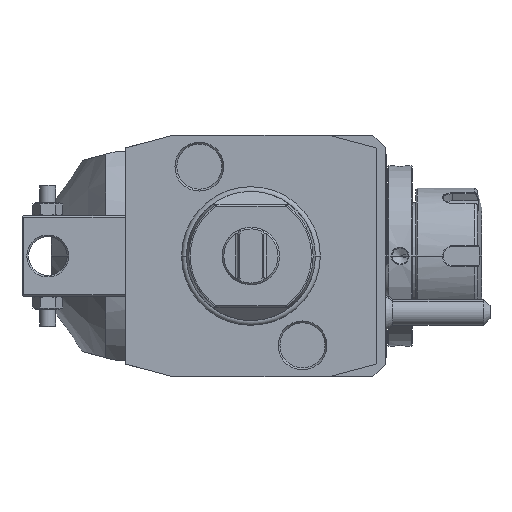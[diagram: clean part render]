
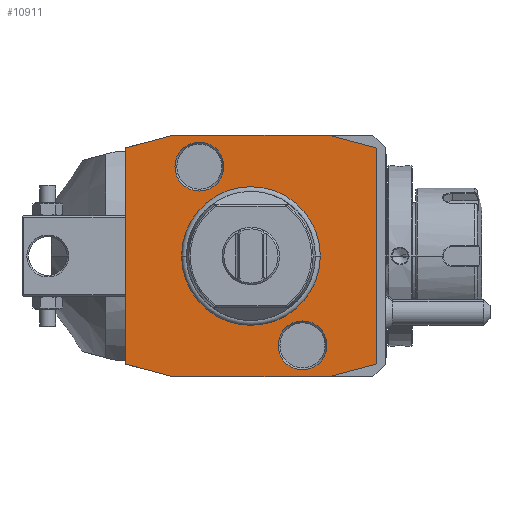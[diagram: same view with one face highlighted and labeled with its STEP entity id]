
A CAD part, front view. The second image highlights one B-rep face of the part: STEP entity #10911.
In plain terms, the highlighted planar face has unit normal (0, -1, 0).
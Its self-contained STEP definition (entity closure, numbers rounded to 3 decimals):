
#1=DIRECTION('',(0.966,0.,-0.259));
#2=VECTOR('',#1,15.529);
#3=CARTESIAN_POINT('',(-39.,0.,-33.481));
#4=LINE('',#3,#2);
#5=DIRECTION('',(0.,0.,-1.));
#6=VECTOR('',#5,66.962);
#7=CARTESIAN_POINT('',(-39.,0.,33.481));
#8=LINE('',#7,#6);
#9=DIRECTION('',(-0.966,0.,-0.259));
#10=VECTOR('',#9,15.529);
#11=CARTESIAN_POINT('',(-24.,0.,37.5));
#12=LINE('',#11,#10);
#13=DIRECTION('',(-1.,0.,0.));
#14=VECTOR('',#13,48.);
#15=CARTESIAN_POINT('',(24.,0.,37.5));
#16=LINE('',#15,#14);
#17=DIRECTION('',(-0.966,0.,0.259));
#18=VECTOR('',#17,15.529);
#19=CARTESIAN_POINT('',(39.,0.,33.481));
#20=LINE('',#19,#18);
#21=DIRECTION('',(0.,0.,1.));
#22=VECTOR('',#21,66.962);
#23=CARTESIAN_POINT('',(39.,0.,-33.481));
#24=LINE('',#23,#22);
#25=DIRECTION('',(0.966,0.,0.259));
#26=VECTOR('',#25,15.529);
#27=CARTESIAN_POINT('',(24.,0.,-37.5));
#28=LINE('',#27,#26);
#29=DIRECTION('',(1.,0.,0.));
#30=VECTOR('',#29,48.);
#31=CARTESIAN_POINT('',(-24.,0.,-37.5));
#32=LINE('',#31,#30);
#33=CARTESIAN_POINT('',(-16.,0.,27.713));
#34=DIRECTION('',(0.,1.,0.));
#35=DIRECTION('',(-1.,0.,0.));
#36=AXIS2_PLACEMENT_3D('',#33,#34,#35);
#38=CARTESIAN_POINT('',(-16.,0.,27.713));
#39=DIRECTION('',(0.,1.,0.));
#40=DIRECTION('',(1.,0.,0.));
#41=AXIS2_PLACEMENT_3D('',#38,#39,#40);
#43=CARTESIAN_POINT('',(16.,0.,-27.713));
#44=DIRECTION('',(0.,1.,0.));
#45=DIRECTION('',(-1.,0.,0.));
#46=AXIS2_PLACEMENT_3D('',#43,#44,#45);
#48=CARTESIAN_POINT('',(16.,0.,-27.713));
#49=DIRECTION('',(0.,1.,0.));
#50=DIRECTION('',(1.,0.,0.));
#51=AXIS2_PLACEMENT_3D('',#48,#49,#50);
#7243=CARTESIAN_POINT('',(0.,0.,0.));
#7244=DIRECTION('',(0.,-1.,0.));
#7245=DIRECTION('',(1.,0.,0.));
#7246=AXIS2_PLACEMENT_3D('',#7243,#7244,#7245);
#7248=CARTESIAN_POINT('',(0.,0.,0.));
#7249=DIRECTION('',(0.,-1.,0.));
#7250=DIRECTION('',(-1.,0.,0.));
#7251=AXIS2_PLACEMENT_3D('',#7248,#7249,#7250);
#9777=CARTESIAN_POINT('',(-23.577,0.,
27.713));
#9778=CARTESIAN_POINT('',(-8.423,0.,
27.713));
#9779=VERTEX_POINT('',#9777);
#9780=VERTEX_POINT('',#9778);
#9909=CARTESIAN_POINT('',(8.423,0.,-27.713));
#9910=CARTESIAN_POINT('',(23.577,0.,-27.713));
#9911=VERTEX_POINT('',#9909);
#9912=VERTEX_POINT('',#9910);
#10718=CARTESIAN_POINT('',(-39.,0.,-33.481));
#10719=CARTESIAN_POINT('',(-24.,0.,-37.5));
#10720=VERTEX_POINT('',#10718);
#10721=VERTEX_POINT('',#10719);
#10722=CARTESIAN_POINT('',(24.,0.,-37.5));
#10723=VERTEX_POINT('',#10722);
#10724=CARTESIAN_POINT('',(39.,0.,-33.481));
#10725=VERTEX_POINT('',#10724);
#10726=CARTESIAN_POINT('',(39.,0.,33.481));
#10727=VERTEX_POINT('',#10726);
#10728=CARTESIAN_POINT('',(24.,0.,37.5));
#10729=VERTEX_POINT('',#10728);
#10730=CARTESIAN_POINT('',(-24.,0.,37.5));
#10731=VERTEX_POINT('',#10730);
#10732=CARTESIAN_POINT('',(-39.,0.,33.481));
#10733=VERTEX_POINT('',#10732);
#10746=CARTESIAN_POINT('',(21.137,0.,0.));
#10747=CARTESIAN_POINT('',(-21.137,0.,0.));
#10748=VERTEX_POINT('',#10746);
#10749=VERTEX_POINT('',#10747);
#10870=CARTESIAN_POINT('',(0.,0.,0.));
#10871=DIRECTION('',(0.,-1.,0.));
#10872=DIRECTION('',(-1.,0.,0.));
#10873=AXIS2_PLACEMENT_3D('',#10870,#10871,#10872);
#10874=PLANE('',#10873);
#10876=ORIENTED_EDGE('',*,*,#10875,.F.);
#10878=ORIENTED_EDGE('',*,*,#10877,.F.);
#10880=ORIENTED_EDGE('',*,*,#10879,.F.);
#10882=ORIENTED_EDGE('',*,*,#10881,.F.);
#10884=ORIENTED_EDGE('',*,*,#10883,.F.);
#10886=ORIENTED_EDGE('',*,*,#10885,.F.);
#10888=ORIENTED_EDGE('',*,*,#10887,.F.);
#10890=ORIENTED_EDGE('',*,*,#10889,.F.);
#10891=EDGE_LOOP('',(#10876,#10878,#10880,#10882,#10884,#10886,#10888,#10890));
#10892=FACE_OUTER_BOUND('',#10891,.F.);
#10894=ORIENTED_EDGE('',*,*,#10893,.T.);
#10896=ORIENTED_EDGE('',*,*,#10895,.T.);
#10897=EDGE_LOOP('',(#10894,#10896));
#10898=FACE_BOUND('',#10897,.F.);
#10900=ORIENTED_EDGE('',*,*,#10899,.F.);
#10902=ORIENTED_EDGE('',*,*,#10901,.F.);
#10903=EDGE_LOOP('',(#10900,#10902));
#10904=FACE_BOUND('',#10903,.F.);
#10906=ORIENTED_EDGE('',*,*,#10905,.F.);
#10908=ORIENTED_EDGE('',*,*,#10907,.F.);
#10909=EDGE_LOOP('',(#10906,#10908));
#10910=FACE_BOUND('',#10909,.F.);
#37=CIRCLE('',#36,7.577);
#42=CIRCLE('',#41,7.577);
#47=CIRCLE('',#46,7.577);
#52=CIRCLE('',#51,7.577);
#7247=CIRCLE('',#7246,21.137);
#7252=CIRCLE('',#7251,21.137);
#10875=EDGE_CURVE('',#10720,#10721,#4,.T.);
#10877=EDGE_CURVE('',#10733,#10720,#8,.T.);
#10879=EDGE_CURVE('',#10731,#10733,#12,.T.);
#10881=EDGE_CURVE('',#10729,#10731,#16,.T.);
#10883=EDGE_CURVE('',#10727,#10729,#20,.T.);
#10885=EDGE_CURVE('',#10725,#10727,#24,.T.);
#10887=EDGE_CURVE('',#10723,#10725,#28,.T.);
#10889=EDGE_CURVE('',#10721,#10723,#32,.T.);
#10893=EDGE_CURVE('',#10748,#10749,#7247,.T.);
#10895=EDGE_CURVE('',#10749,#10748,#7252,.T.);
#10899=EDGE_CURVE('',#9779,#9780,#37,.T.);
#10901=EDGE_CURVE('',#9780,#9779,#42,.T.);
#10905=EDGE_CURVE('',#9911,#9912,#47,.T.);
#10907=EDGE_CURVE('',#9912,#9911,#52,.T.);
#10911=ADVANCED_FACE('',(#10892,#10898,#10904,#10910),#10874,.T.);
